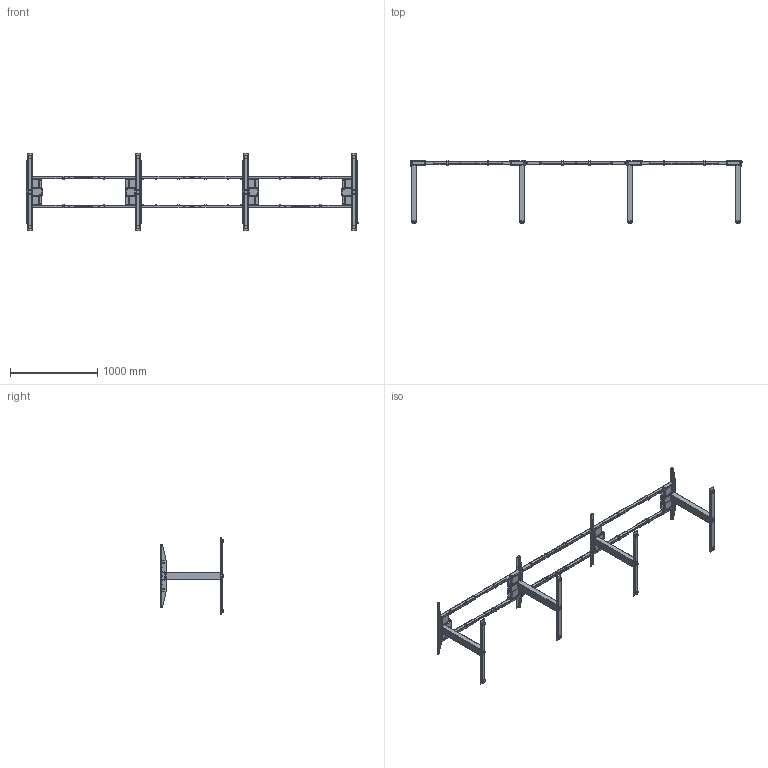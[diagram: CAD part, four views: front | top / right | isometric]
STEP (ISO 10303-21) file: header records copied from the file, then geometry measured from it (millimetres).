
FILE_DESCRIPTION (( 'STEP AP203' ), '1' );
FILE_NAME ('Classic C-4, fixed height, foot 890_CL4FCKXXXXxxG.STEP', '2024-02-23T12:56:58', ( '' ), ( '' ), 'SwSTEP 2.0', 'SolidWorks 2021', '' );
FILE_SCHEMA (( 'CONFIG_CONTROL_DESIGN' ));
Products named in the file (1): Classic C-4, fixed height, foot 890_CL4FCKXXXXxxG
Bounding box: 3800 x 715.6 x 890 mm (x, y, z)
Surface area: 5215573.9 mm2 (no closed solid volume)
Topology: 0 solids, 392 shells, 1901 faces, 9778 edges, 8056 vertices
Faces by surface type: plane 870, cylinder 679, cone 164, torus 136, bspline 28, sphere 24
Entity records: 107086 total; most frequent: CARTESIAN_POINT 32476, DIRECTION 15398, ORIENTED_EDGE 12346, EDGE_CURVE 9754, VERTEX_POINT 8056, AXIS2_PLACEMENT_3D 5314, VECTOR 4770, LINE 4770
